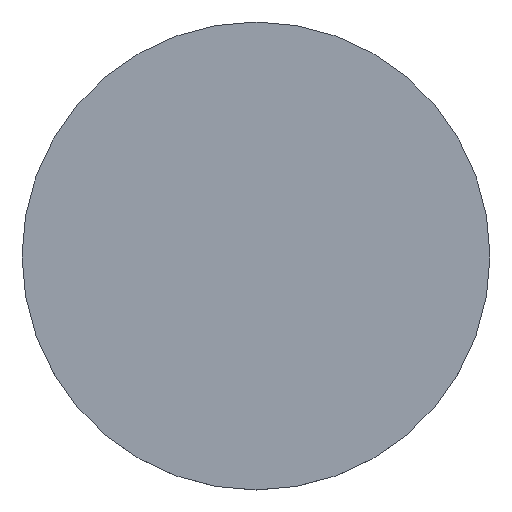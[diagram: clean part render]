
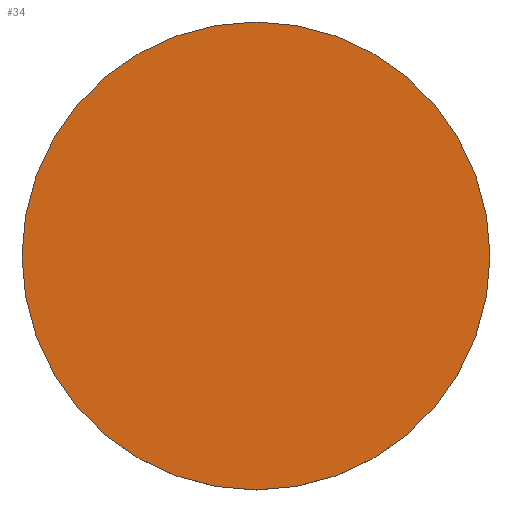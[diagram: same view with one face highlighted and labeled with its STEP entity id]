
A CAD part, top view. The second image highlights one B-rep face of the part: STEP entity #34.
In plain terms, the highlighted planar face has unit normal (0, 0, 1).
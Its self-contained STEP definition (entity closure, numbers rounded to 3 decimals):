
#2 = EDGE_CURVE ( 'NONE', #219, #184, #140, .T. ) ;
#11 = CARTESIAN_POINT ( 'NONE',  ( 38.1, 0., 7. ) ) ;
#21 = DIRECTION ( 'NONE',  ( 0., 0., 1. ) ) ;
#34 = ADVANCED_FACE ( 'NONE', ( #106 ), #136, .T. ) ;
#37 = DIRECTION ( 'NONE',  ( 0., 0., -1. ) ) ;
#76 = ORIENTED_EDGE ( 'NONE', *, *, #2, .F. ) ;
#82 = AXIS2_PLACEMENT_3D ( 'NONE', #94, #37, #225 ) ;
#85 = ORIENTED_EDGE ( 'NONE', *, *, #158, .F. ) ;
#94 = CARTESIAN_POINT ( 'NONE',  ( 0., 0., 7. ) ) ;
#106 = FACE_OUTER_BOUND ( 'NONE', #142, .T. ) ;
#116 = DIRECTION ( 'NONE',  ( 1., 0., 0. ) ) ;
#136 = PLANE ( 'NONE',  #187 ) ;
#140 = CIRCLE ( 'NONE', #82, 38.1 ) ;
#142 = EDGE_LOOP ( 'NONE', ( #85, #76 ) ) ;
#158 = EDGE_CURVE ( 'NONE', #184, #219, #228, .T. ) ;
#166 = CARTESIAN_POINT ( 'NONE',  ( 0., 77.928, 7. ) ) ;
#172 = CARTESIAN_POINT ( 'NONE',  ( -38.1, 0., 7. ) ) ;
#184 = VERTEX_POINT ( 'NONE', #11 ) ;
#187 = AXIS2_PLACEMENT_3D ( 'NONE', #166, #21, #116 ) ;
#209 = DIRECTION ( 'NONE',  ( 1., 0., 0. ) ) ;
#210 = CARTESIAN_POINT ( 'NONE',  ( 0., 0., 7. ) ) ;
#214 = DIRECTION ( 'NONE',  ( 0., 0., -1. ) ) ;
#219 = VERTEX_POINT ( 'NONE', #172 ) ;
#225 = DIRECTION ( 'NONE',  ( 1., 0., 0. ) ) ;
#228 = CIRCLE ( 'NONE', #229, 38.1 ) ;
#229 = AXIS2_PLACEMENT_3D ( 'NONE', #210, #214, #209 ) ;
